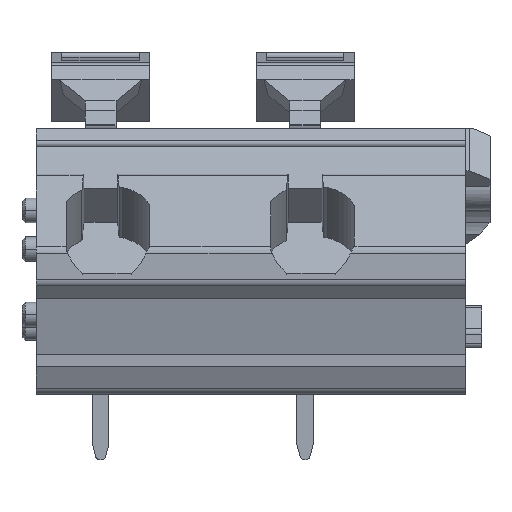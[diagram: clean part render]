
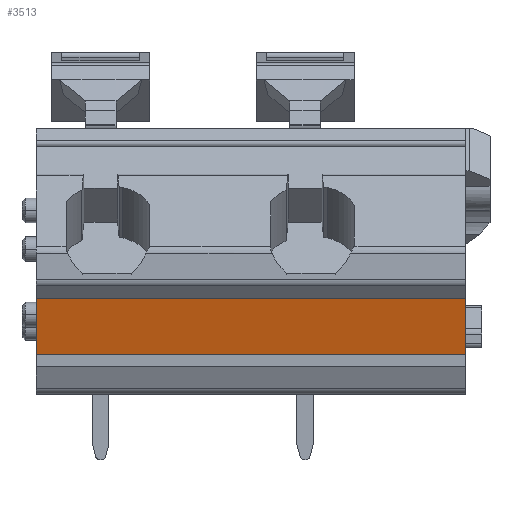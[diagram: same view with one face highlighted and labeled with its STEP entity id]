
A CAD part, front view. The second image highlights one B-rep face of the part: STEP entity #3513.
In plain terms, the highlighted planar face has unit normal (0, -0.966, -0.259).
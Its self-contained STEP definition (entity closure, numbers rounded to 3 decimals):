
#3486=AXIS2_PLACEMENT_3D('Plane Axis2P3D',#3483,#3484,#3485) ;
#3461=CARTESIAN_POINT('Vertex',(21.7,0.634,8.2)) ;
#3468=CARTESIAN_POINT('Vertex',(0.7,0.634,8.2)) ;
#3471=CARTESIAN_POINT('Line Origine',(11.2,0.634,8.2)) ;
#3483=CARTESIAN_POINT('Axis2P3D Location',(0.7,0.634,8.2)) ;
#3488=CARTESIAN_POINT('Line Origine',(21.7,1.002,6.825)) ;
#3492=CARTESIAN_POINT('Vertex',(21.7,1.37,5.45)) ;
#3495=CARTESIAN_POINT('Line Origine',(0.7,1.002,6.825)) ;
#3499=CARTESIAN_POINT('Vertex',(0.7,1.37,5.45)) ;
#3502=CARTESIAN_POINT('Line Origine',(11.2,1.37,5.45)) ;
#3472=DIRECTION('Vector Direction',(1.,0.,0.)) ;
#3484=DIRECTION('Axis2P3D Direction',(0.,-0.966,-0.259)) ;
#3485=DIRECTION('Axis2P3D XDirection',(0.,0.259,-0.966)) ;
#3489=DIRECTION('Vector Direction',(0.,0.259,-0.966)) ;
#3496=DIRECTION('Vector Direction',(0.,0.259,-0.966)) ;
#3503=DIRECTION('Vector Direction',(1.,0.,0.)) ;
#3473=VECTOR('Line Direction',#3472,1.) ;
#3490=VECTOR('Line Direction',#3489,1.) ;
#3497=VECTOR('Line Direction',#3496,1.) ;
#3504=VECTOR('Line Direction',#3503,1.) ;
#3508=ORIENTED_EDGE('',*,*,#3494,.T.) ;
#3509=ORIENTED_EDGE('',*,*,#3475,.F.) ;
#3510=ORIENTED_EDGE('',*,*,#3501,.F.) ;
#3511=ORIENTED_EDGE('',*,*,#3506,.T.) ;
#3513=ADVANCED_FACE('HOUSING',(#3512),#3487,.T.) ;
#3475=EDGE_CURVE('',#3469,#3462,#3474,.T.) ;
#3494=EDGE_CURVE('',#3493,#3462,#3491,.F.) ;
#3501=EDGE_CURVE('',#3500,#3469,#3498,.F.) ;
#3506=EDGE_CURVE('',#3500,#3493,#3505,.T.) ;
#3507=EDGE_LOOP('',(#3508,#3509,#3510,#3511)) ;
#3512=FACE_OUTER_BOUND('',#3507,.T.) ;
#3474=LINE('Line',#3471,#3473) ;
#3491=LINE('Line',#3488,#3490) ;
#3498=LINE('Line',#3495,#3497) ;
#3505=LINE('Line',#3502,#3504) ;
#3487=PLANE('',#3486) ;
#3462=VERTEX_POINT('',#3461) ;
#3469=VERTEX_POINT('',#3468) ;
#3493=VERTEX_POINT('',#3492) ;
#3500=VERTEX_POINT('',#3499) ;
